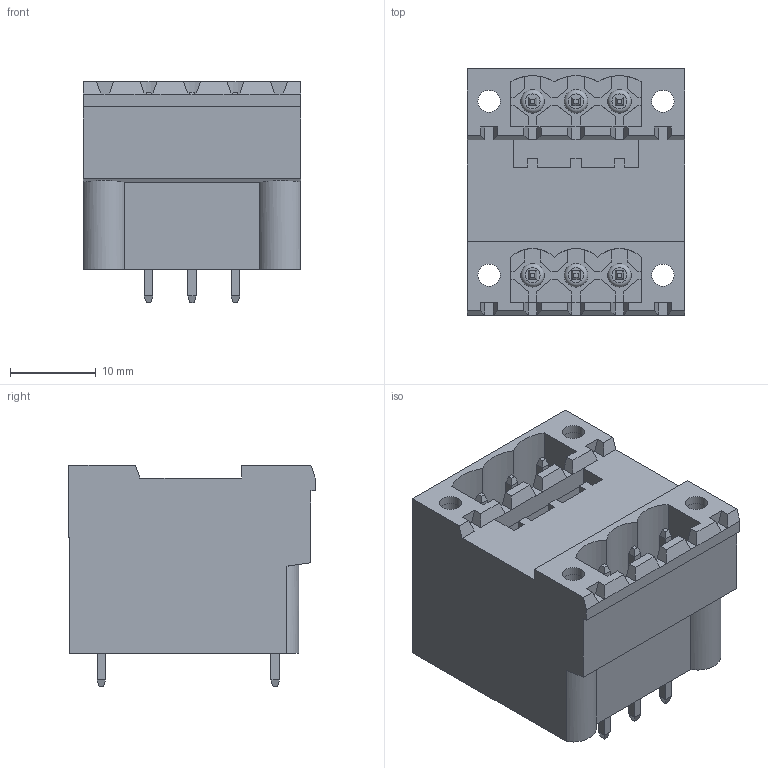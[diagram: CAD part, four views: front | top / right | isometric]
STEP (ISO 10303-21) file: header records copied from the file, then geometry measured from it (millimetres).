
FILE_DESCRIPTION( ( 'Unknown' ), '1' );
FILE_NAME( '691334500006.stp', 'Unknown', ( 'Unknown' ), ( 'Unknown' ), 'PSStep 15.0.49', 'Unknown', ' ' );
FILE_SCHEMA( ( 'AUTOMOTIVE_DESIGN { 1 0 10303 214 1 1 1 1 }' ) );
Length unit declared in the file: millimetre
Products named in the file (5): Assem1; 6913345000xx_PIN; 691333500006; 6913335000xx_INSERT; 691333500006_CAPOT
Assembly tree (12 placements, depth 2):
  Assem1
    6913345000xx_PIN  x6
    691333500006
    6913335000xx_INSERT  x4
    691333500006_CAPOT
Bounding box: 25.4 x 28.8 x 25.9 mm (x, y, z)
Volume: 6260.3 mm3; surface area: 11848.9 mm2
Topology: 12 solids, 12 shells, 574 faces, 1526 edges, 992 vertices
Faces by surface type: plane 526, cylinder 34, torus 14
Full cylindrical faces by diameter (mm): 1.7 x4, 2.6 x8, 2.75 x6
Entity records: 18808 total; most frequent: CARTESIAN_POINT 2868, ORIENTED_EDGE 2556, DIRECTION 2316, EDGE_CURVE 1278, LINE 1184, VECTOR 1184, VERTEX_POINT 854, AXIS2_PLACEMENT_3D 566
